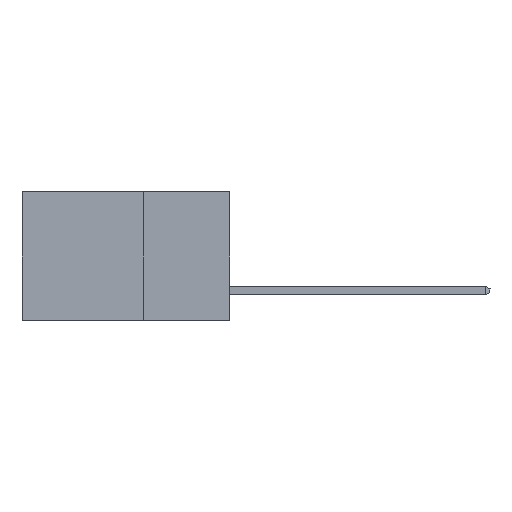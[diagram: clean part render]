
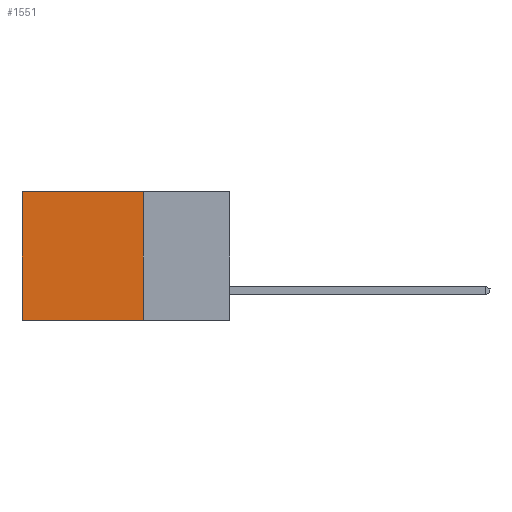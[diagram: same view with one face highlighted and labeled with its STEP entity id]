
A CAD part, left-side view. The second image highlights one B-rep face of the part: STEP entity #1551.
In plain terms, the highlighted planar face has unit normal (-1, 0, 0).
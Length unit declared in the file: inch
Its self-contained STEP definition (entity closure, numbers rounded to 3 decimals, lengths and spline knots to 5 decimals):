
#1147 = DIRECTION ( 'NONE',  ( 1., 0., 0. ) ) ;
#1158 = EDGE_CURVE ( 'NONE', #21911, #12301, #1575, .T. ) ;
#1452 = VECTOR ( 'NONE', #16574, 39.37008 ) ;
#1551 = ADVANCED_FACE ( 'NONE', ( #14934 ), #21484, .F. ) ;
#1575 = LINE ( 'NONE', #17457, #11822 ) ;
#2285 = CARTESIAN_POINT ( 'NONE',  ( 0.2615, 0.25, -0.37 ) ) ;
#2412 = EDGE_CURVE ( 'NONE', #12301, #21338, #8571, .T. ) ;
#2602 = ORIENTED_EDGE ( 'NONE', *, *, #11711, .T. ) ;
#3784 = EDGE_CURVE ( 'NONE', #14666, #21338, #8554, .T. ) ;
#4195 = VECTOR ( 'NONE', #24225, 39.37008 ) ;
#5429 = ORIENTED_EDGE ( 'NONE', *, *, #1158, .F. ) ;
#5865 = ORIENTED_EDGE ( 'NONE', *, *, #3784, .T. ) ;
#8554 = LINE ( 'NONE', #24322, #1452 ) ;
#8571 = LINE ( 'NONE', #2285, #9346 ) ;
#9346 = VECTOR ( 'NONE', #10281, 39.37008 ) ;
#9689 = LINE ( 'NONE', #17707, #4195 ) ;
#10281 = DIRECTION ( 'NONE',  ( 0., 1., 0. ) ) ;
#11711 = EDGE_CURVE ( 'NONE', #21911, #14666, #9689, .T. ) ;
#11822 = VECTOR ( 'NONE', #25202, 39.37008 ) ;
#11953 = CARTESIAN_POINT ( 'NONE',  ( 0.2615, 0.6, -0.37 ) ) ;
#12301 = VERTEX_POINT ( 'NONE', #18804 ) ;
#14666 = VERTEX_POINT ( 'NONE', #25471 ) ;
#14934 = FACE_OUTER_BOUND ( 'NONE', #24420, .T. ) ;
#15435 = DIRECTION ( 'NONE',  ( 0., 0., -1. ) ) ;
#16574 = DIRECTION ( 'NONE',  ( 0., 0., -1. ) ) ;
#16787 = CARTESIAN_POINT ( 'NONE',  ( 0.2615, 0.25, 0. ) ) ;
#17456 = ORIENTED_EDGE ( 'NONE', *, *, #2412, .F. ) ;
#17457 = CARTESIAN_POINT ( 'NONE',  ( 0.2615, 0.25, -0.37 ) ) ;
#17707 = CARTESIAN_POINT ( 'NONE',  ( 0.2615, 0.25, 0. ) ) ;
#18804 = CARTESIAN_POINT ( 'NONE',  ( 0.2615, 0.25, -0.37 ) ) ;
#19809 = AXIS2_PLACEMENT_3D ( 'NONE', #23321, #1147, #15435 ) ;
#21338 = VERTEX_POINT ( 'NONE', #11953 ) ;
#21484 = PLANE ( 'NONE',  #19809 ) ;
#21911 = VERTEX_POINT ( 'NONE', #16787 ) ;
#23321 = CARTESIAN_POINT ( 'NONE',  ( 0.2615, 0.25, -0.37 ) ) ;
#24225 = DIRECTION ( 'NONE',  ( 0., 1., 0. ) ) ;
#24322 = CARTESIAN_POINT ( 'NONE',  ( 0.2615, 0.6, -0.37 ) ) ;
#24420 = EDGE_LOOP ( 'NONE', ( #5865, #17456, #5429, #2602 ) ) ;
#25202 = DIRECTION ( 'NONE',  ( 0., 0., -1. ) ) ;
#25471 = CARTESIAN_POINT ( 'NONE',  ( 0.2615, 0.6, 0. ) ) ;
